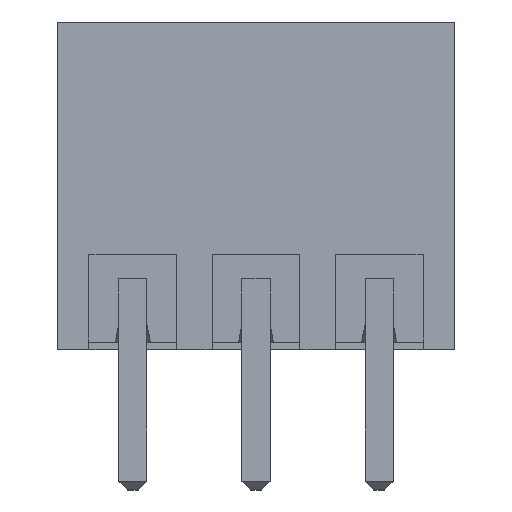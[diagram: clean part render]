
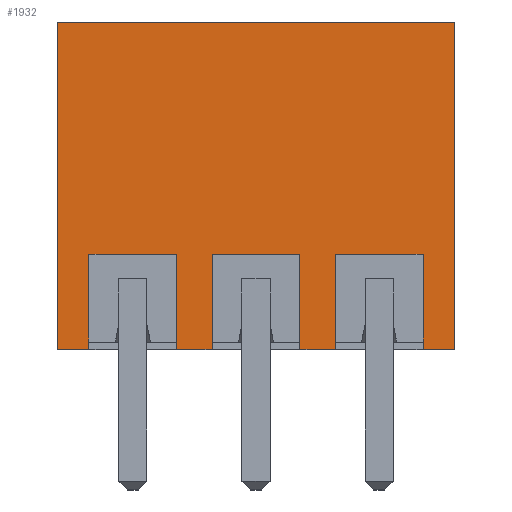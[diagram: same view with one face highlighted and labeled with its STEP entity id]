
A CAD part, top view. The second image highlights one B-rep face of the part: STEP entity #1932.
In plain terms, the highlighted planar face has unit normal (0, 0, 1).
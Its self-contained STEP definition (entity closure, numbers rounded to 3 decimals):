
#36 = ORIENTED_EDGE ( 'NONE', *, *, #4450, .F. ) ;
#66 = EDGE_LOOP ( 'NONE', ( #1299, #767, #2873, #1405, #36, #633, #2098, #2416, #5154, #1737, #266, #1358, #5576, #2179, #722, #4427 ) ) ;
#68 = CARTESIAN_POINT ( 'NONE',  ( 0., 9.3, 0. ) ) ;
#109 = DIRECTION ( 'NONE',  ( 0., -1., 0. ) ) ;
#126 = VERTEX_POINT ( 'NONE', #1534 ) ;
#266 = ORIENTED_EDGE ( 'NONE', *, *, #4473, .T. ) ;
#376 = VERTEX_POINT ( 'NONE', #2079 ) ;
#404 = CARTESIAN_POINT ( 'NONE',  ( 7.9, 0.2, 0. ) ) ;
#463 = DIRECTION ( 'NONE',  ( -1., 0., 0. ) ) ;
#479 = VERTEX_POINT ( 'NONE', #2207 ) ;
#480 = CARTESIAN_POINT ( 'NONE',  ( 11.3, 9.3, 0. ) ) ;
#633 = ORIENTED_EDGE ( 'NONE', *, *, #4461, .F. ) ;
#722 = ORIENTED_EDGE ( 'NONE', *, *, #4499, .T. ) ;
#767 = ORIENTED_EDGE ( 'NONE', *, *, #4433, .F. ) ;
#808 = VERTEX_POINT ( 'NONE', #2765 ) ;
#852 = DIRECTION ( 'NONE',  ( 1., 0., 0. ) ) ;
#950 = CARTESIAN_POINT ( 'NONE',  ( 4.4, 0.2, 0. ) ) ;
#1069 = VERTEX_POINT ( 'NONE', #3314 ) ;
#1133 = CARTESIAN_POINT ( 'NONE',  ( 6.9, 0., 0. ) ) ;
#1283 = CARTESIAN_POINT ( 'NONE',  ( 0., 9.3, 0. ) ) ;
#1299 = ORIENTED_EDGE ( 'NONE', *, *, #4355, .F. ) ;
#1319 = CARTESIAN_POINT ( 'NONE',  ( 7.9, 2.7, 0. ) ) ;
#1325 = VERTEX_POINT ( 'NONE', #4429 ) ;
#1358 = ORIENTED_EDGE ( 'NONE', *, *, #4190, .T. ) ;
#1405 = ORIENTED_EDGE ( 'NONE', *, *, #4237, .T. ) ;
#1501 = DIRECTION ( 'NONE',  ( 1., 0., 0. ) ) ;
#1514 = CARTESIAN_POINT ( 'NONE',  ( 0., 0., 0. ) ) ;
#1534 = CARTESIAN_POINT ( 'NONE',  ( 11.3, 0., 0. ) ) ;
#1538 = VERTEX_POINT ( 'NONE', #5054 ) ;
#1548 = CARTESIAN_POINT ( 'NONE',  ( 0., 0., 0. ) ) ;
#1586 = CARTESIAN_POINT ( 'NONE',  ( 7.9, 2.7, 0. ) ) ;
#1616 = DIRECTION ( 'NONE',  ( 0., -1., 0. ) ) ;
#1737 = ORIENTED_EDGE ( 'NONE', *, *, #4464, .F. ) ;
#1812 = CARTESIAN_POINT ( 'NONE',  ( 4.4, 2.7, 0. ) ) ;
#1932 = ADVANCED_FACE ( 'NONE', ( #2111 ), #5238, .F. ) ;
#2014 = CARTESIAN_POINT ( 'NONE',  ( 0., 0., 0. ) ) ;
#2079 = CARTESIAN_POINT ( 'NONE',  ( 0.9, 0., 0. ) ) ;
#2098 = ORIENTED_EDGE ( 'NONE', *, *, #4298, .T. ) ;
#2111 = FACE_OUTER_BOUND ( 'NONE', #66, .T. ) ;
#2172 = VERTEX_POINT ( 'NONE', #1586 ) ;
#2179 = ORIENTED_EDGE ( 'NONE', *, *, #4497, .F. ) ;
#2207 = CARTESIAN_POINT ( 'NONE',  ( 0., 0., 0. ) ) ;
#2257 = VERTEX_POINT ( 'NONE', #5405 ) ;
#2276 = DIRECTION ( 'NONE',  ( 1., 0., 0. ) ) ;
#2284 = DIRECTION ( 'NONE',  ( 1., 0., 0. ) ) ;
#2291 = CARTESIAN_POINT ( 'NONE',  ( 0.9, 2.7, 0. ) ) ;
#2303 = CARTESIAN_POINT ( 'NONE',  ( 0.9, 2.7, 0. ) ) ;
#2416 = ORIENTED_EDGE ( 'NONE', *, *, #4109, .T. ) ;
#2470 = VECTOR ( 'NONE', #109, 1000. ) ;
#2477 = LINE ( 'NONE', #5610, #2470 ) ;
#2498 = VECTOR ( 'NONE', #4542, 1000. ) ;
#2544 = VECTOR ( 'NONE', #3683, 1000. ) ;
#2552 = DIRECTION ( 'NONE',  ( 1., 0., 0. ) ) ;
#2553 = LINE ( 'NONE', #4083, #2544 ) ;
#2570 = LINE ( 'NONE', #1812, #2624 ) ;
#2575 = VECTOR ( 'NONE', #2794, 1000. ) ;
#2581 = LINE ( 'NONE', #950, #2498 ) ;
#2602 = VECTOR ( 'NONE', #5066, 1000. ) ;
#2609 = LINE ( 'NONE', #2303, #2575 ) ;
#2613 = VECTOR ( 'NONE', #2276, 1000. ) ;
#2624 = VECTOR ( 'NONE', #3299, 1000. ) ;
#2647 = VECTOR ( 'NONE', #3284, 1000. ) ;
#2671 = LINE ( 'NONE', #4516, #2602 ) ;
#2682 = VECTOR ( 'NONE', #5563, 1000. ) ;
#2717 = VERTEX_POINT ( 'NONE', #3700 ) ;
#2737 = LINE ( 'NONE', #68, #2613 ) ;
#2745 = VECTOR ( 'NONE', #463, 1000. ) ;
#2751 = LINE ( 'NONE', #480, #2647 ) ;
#2757 = LINE ( 'NONE', #1319, #2745 ) ;
#2765 = CARTESIAN_POINT ( 'NONE',  ( 10.4, 0., 0. ) ) ;
#2794 = DIRECTION ( 'NONE',  ( -1., 0., 0. ) ) ;
#2823 = LINE ( 'NONE', #4058, #2682 ) ;
#2873 = ORIENTED_EDGE ( 'NONE', *, *, #4444, .T. ) ;
#3028 = CARTESIAN_POINT ( 'NONE',  ( 7.9, 0., 0. ) ) ;
#3127 = CARTESIAN_POINT ( 'NONE',  ( 0., 9.3, 0. ) ) ;
#3163 = CARTESIAN_POINT ( 'NONE',  ( 3.4, 0., 0. ) ) ;
#3214 = VECTOR ( 'NONE', #852, 1000. ) ;
#3233 = AXIS2_PLACEMENT_3D ( 'NONE', #5920, #5173, #5155 ) ;
#3284 = DIRECTION ( 'NONE',  ( 0., -1., 0. ) ) ;
#3299 = DIRECTION ( 'NONE',  ( -1., 0., 0. ) ) ;
#3314 = CARTESIAN_POINT ( 'NONE',  ( 4.4, 0., 0. ) ) ;
#3325 = VECTOR ( 'NONE', #4410, 1000. ) ;
#3353 = LINE ( 'NONE', #5466, #3214 ) ;
#3389 = LINE ( 'NONE', #404, #3325 ) ;
#3574 = VECTOR ( 'NONE', #1616, 1000. ) ;
#3683 = DIRECTION ( 'NONE',  ( 0., -1., 0. ) ) ;
#3700 = CARTESIAN_POINT ( 'NONE',  ( 6.9, 2.7, 0. ) ) ;
#3737 = LINE ( 'NONE', #3127, #3574 ) ;
#3846 = LINE ( 'NONE', #1548, #3939 ) ;
#3887 = VERTEX_POINT ( 'NONE', #3163 ) ;
#3939 = VECTOR ( 'NONE', #2552, 1000. ) ;
#3995 = VECTOR ( 'NONE', #1501, 1000. ) ;
#4002 = LINE ( 'NONE', #2014, #3995 ) ;
#4058 = CARTESIAN_POINT ( 'NONE',  ( 10.4, 0.2, 0. ) ) ;
#4083 = CARTESIAN_POINT ( 'NONE',  ( 3.4, 0.2, 0. ) ) ;
#4109 = EDGE_CURVE ( 'NONE', #479, #376, #4561, .T. ) ;
#4127 = VERTEX_POINT ( 'NONE', #1283 ) ;
#4190 = EDGE_CURVE ( 'NONE', #3887, #1069, #4002, .T. ) ;
#4237 = EDGE_CURVE ( 'NONE', #808, #126, #3846, .T. ) ;
#4277 = VECTOR ( 'NONE', #2284, 1000. ) ;
#4298 = EDGE_CURVE ( 'NONE', #4127, #479, #3737, .T. ) ;
#4355 = EDGE_CURVE ( 'NONE', #2172, #4800, #3389, .T. ) ;
#4366 = EDGE_CURVE ( 'NONE', #5395, #4800, #3353, .T. ) ;
#4410 = DIRECTION ( 'NONE',  ( 0., -1., 0. ) ) ;
#4427 = ORIENTED_EDGE ( 'NONE', *, *, #4366, .T. ) ;
#4429 = CARTESIAN_POINT ( 'NONE',  ( 10.4, 2.7, 0. ) ) ;
#4433 = EDGE_CURVE ( 'NONE', #1325, #2172, #2757, .T. ) ;
#4444 = EDGE_CURVE ( 'NONE', #1325, #808, #2823, .T. ) ;
#4450 = EDGE_CURVE ( 'NONE', #2257, #126, #2751, .T. ) ;
#4461 = EDGE_CURVE ( 'NONE', #4127, #2257, #2737, .T. ) ;
#4462 = EDGE_CURVE ( 'NONE', #5128, #376, #2671, .T. ) ;
#4464 = EDGE_CURVE ( 'NONE', #5871, #5128, #2609, .T. ) ;
#4473 = EDGE_CURVE ( 'NONE', #5871, #3887, #2553, .T. ) ;
#4489 = EDGE_CURVE ( 'NONE', #1538, #1069, #2581, .T. ) ;
#4497 = EDGE_CURVE ( 'NONE', #2717, #1538, #2570, .T. ) ;
#4499 = EDGE_CURVE ( 'NONE', #2717, #5395, #2477, .T. ) ;
#4516 = CARTESIAN_POINT ( 'NONE',  ( 0.9, 0.2, 0. ) ) ;
#4542 = DIRECTION ( 'NONE',  ( 0., -1., 0. ) ) ;
#4561 = LINE ( 'NONE', #1514, #4277 ) ;
#4800 = VERTEX_POINT ( 'NONE', #3028 ) ;
#5054 = CARTESIAN_POINT ( 'NONE',  ( 4.4, 2.7, 0. ) ) ;
#5066 = DIRECTION ( 'NONE',  ( 0., -1., 0. ) ) ;
#5128 = VERTEX_POINT ( 'NONE', #2291 ) ;
#5154 = ORIENTED_EDGE ( 'NONE', *, *, #4462, .F. ) ;
#5155 = DIRECTION ( 'NONE',  ( -1., 0., 0. ) ) ;
#5173 = DIRECTION ( 'NONE',  ( 0., 0., -1. ) ) ;
#5238 = PLANE ( 'NONE',  #3233 ) ;
#5360 = CARTESIAN_POINT ( 'NONE',  ( 3.4, 2.7, 0. ) ) ;
#5395 = VERTEX_POINT ( 'NONE', #1133 ) ;
#5405 = CARTESIAN_POINT ( 'NONE',  ( 11.3, 9.3, 0. ) ) ;
#5466 = CARTESIAN_POINT ( 'NONE',  ( 0., 0., 0. ) ) ;
#5563 = DIRECTION ( 'NONE',  ( 0., -1., 0. ) ) ;
#5576 = ORIENTED_EDGE ( 'NONE', *, *, #4489, .F. ) ;
#5610 = CARTESIAN_POINT ( 'NONE',  ( 6.9, 0.2, 0. ) ) ;
#5871 = VERTEX_POINT ( 'NONE', #5360 ) ;
#5920 = CARTESIAN_POINT ( 'NONE',  ( 0., 9.3, 0. ) ) ;
